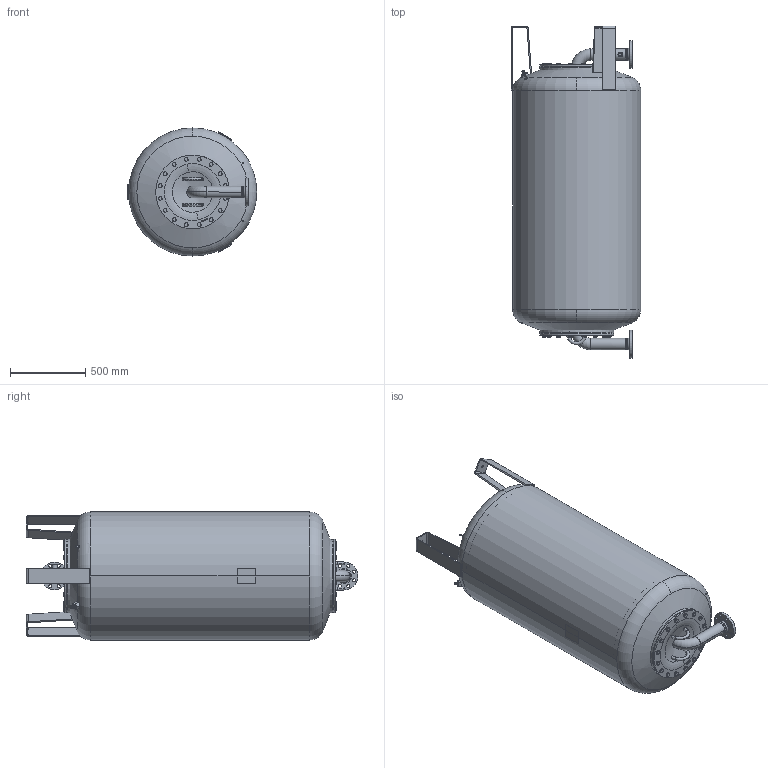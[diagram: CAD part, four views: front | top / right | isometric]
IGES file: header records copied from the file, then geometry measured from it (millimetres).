
Global section: file name: No Iges File Name specified; native system: Autodesk Inventor 2009; preprocessor: AutoDesk Inventor Iges Exporter R2009; author: CADJOBServer; date: 20091020.105545; units: millimetre
Bounding box: 858.77 x 2201.87 x 850 mm (x, y, z)
Volume: 59292388.3 mm3; surface area: 18021992.4 mm2
Topology: 66 solids, 66 shells, 2239 faces, 5540 edges, 3587 vertices
Faces by surface type: plane 782, bspline 453, cone 324, revolution 283, cylinder 266, torus 117, sphere 14
